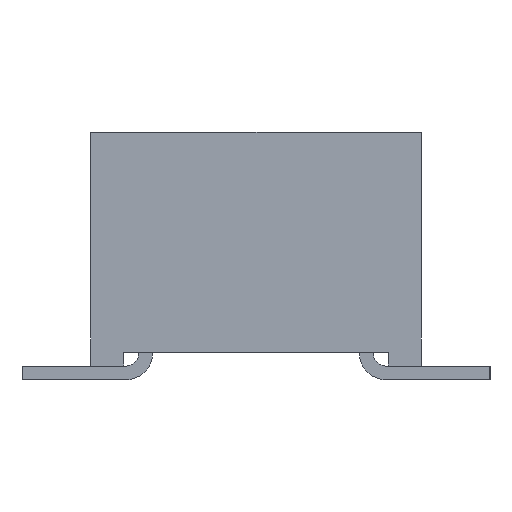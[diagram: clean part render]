
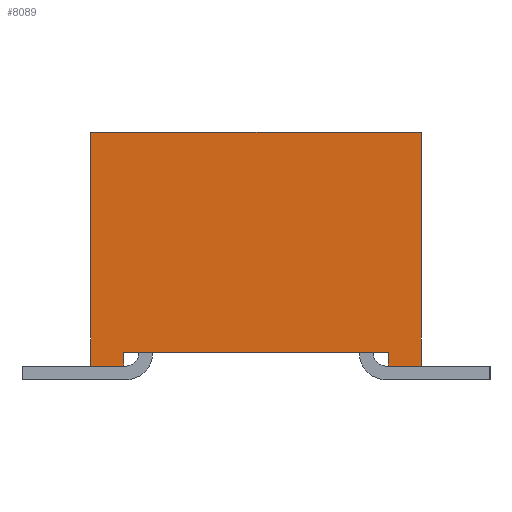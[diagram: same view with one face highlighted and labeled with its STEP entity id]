
A CAD part, left-side view. The second image highlights one B-rep face of the part: STEP entity #8089.
In plain terms, the highlighted planar face has unit normal (-1, 0, 0).
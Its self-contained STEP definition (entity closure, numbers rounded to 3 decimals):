
#8089 = ADVANCED_FACE('',(#8090),#8156,.F.);
#8090 = FACE_BOUND('',#8091,.T.);
#8091 = EDGE_LOOP('',(#8092,#8102,#8110,#8118,#8126,#8134,#8142,#8150));
#8092 = ORIENTED_EDGE('',*,*,#8093,.T.);
#8093 = EDGE_CURVE('',#8094,#8096,#8098,.T.);
#8094 = VERTEX_POINT('',#8095);
#8095 = CARTESIAN_POINT('',(-19.266,-1.219,0.277));
#8096 = VERTEX_POINT('',#8097);
#8097 = CARTESIAN_POINT('',(-19.266,-1.219,0.15));
#8098 = LINE('',#8099,#8100);
#8099 = CARTESIAN_POINT('',(-19.266,-1.219,0.277));
#8100 = VECTOR('',#8101,1.);
#8101 = DIRECTION('',(0.,0.,-1.));
#8102 = ORIENTED_EDGE('',*,*,#8103,.T.);
#8103 = EDGE_CURVE('',#8096,#8104,#8106,.T.);
#8104 = VERTEX_POINT('',#8105);
#8105 = CARTESIAN_POINT('',(-19.266,-1.524,0.15));
#8106 = LINE('',#8107,#8108);
#8107 = CARTESIAN_POINT('',(-19.266,1.524,0.15));
#8108 = VECTOR('',#8109,1.);
#8109 = DIRECTION('',(0.,-1.,0.));
#8110 = ORIENTED_EDGE('',*,*,#8111,.F.);
#8111 = EDGE_CURVE('',#8112,#8104,#8114,.T.);
#8112 = VERTEX_POINT('',#8113);
#8113 = CARTESIAN_POINT('',(-19.266,-1.524,2.309));
#8114 = LINE('',#8115,#8116);
#8115 = CARTESIAN_POINT('',(-19.266,-1.524,2.309));
#8116 = VECTOR('',#8117,1.);
#8117 = DIRECTION('',(0.,0.,-1.));
#8118 = ORIENTED_EDGE('',*,*,#8119,.F.);
#8119 = EDGE_CURVE('',#8120,#8112,#8122,.T.);
#8120 = VERTEX_POINT('',#8121);
#8121 = CARTESIAN_POINT('',(-19.266,1.524,2.309));
#8122 = LINE('',#8123,#8124);
#8123 = CARTESIAN_POINT('',(-19.266,1.524,2.309));
#8124 = VECTOR('',#8125,1.);
#8125 = DIRECTION('',(0.,-1.,0.));
#8126 = ORIENTED_EDGE('',*,*,#8127,.T.);
#8127 = EDGE_CURVE('',#8120,#8128,#8130,.T.);
#8128 = VERTEX_POINT('',#8129);
#8129 = CARTESIAN_POINT('',(-19.266,1.524,0.15));
#8130 = LINE('',#8131,#8132);
#8131 = CARTESIAN_POINT('',(-19.266,1.524,2.309));
#8132 = VECTOR('',#8133,1.);
#8133 = DIRECTION('',(0.,0.,-1.));
#8134 = ORIENTED_EDGE('',*,*,#8135,.T.);
#8135 = EDGE_CURVE('',#8128,#8136,#8138,.T.);
#8136 = VERTEX_POINT('',#8137);
#8137 = CARTESIAN_POINT('',(-19.266,1.219,0.15));
#8138 = LINE('',#8139,#8140);
#8139 = CARTESIAN_POINT('',(-19.266,1.524,0.15));
#8140 = VECTOR('',#8141,1.);
#8141 = DIRECTION('',(0.,-1.,0.));
#8142 = ORIENTED_EDGE('',*,*,#8143,.T.);
#8143 = EDGE_CURVE('',#8136,#8144,#8146,.T.);
#8144 = VERTEX_POINT('',#8145);
#8145 = CARTESIAN_POINT('',(-19.266,1.219,0.277));
#8146 = LINE('',#8147,#8148);
#8147 = CARTESIAN_POINT('',(-19.266,1.219,0.023));
#8148 = VECTOR('',#8149,1.);
#8149 = DIRECTION('',(0.,0.,1.));
#8150 = ORIENTED_EDGE('',*,*,#8151,.T.);
#8151 = EDGE_CURVE('',#8144,#8094,#8152,.T.);
#8152 = LINE('',#8153,#8154);
#8153 = CARTESIAN_POINT('',(-19.266,1.219,0.277));
#8154 = VECTOR('',#8155,1.);
#8155 = DIRECTION('',(0.,-1.,0.));
#8156 = PLANE('',#8157);
#8157 = AXIS2_PLACEMENT_3D('',#8158,#8159,#8160);
#8158 = CARTESIAN_POINT('',(-19.266,1.524,2.309));
#8159 = DIRECTION('',(1.,0.,0.));
#8160 = DIRECTION('',(0.,1.,0.));
